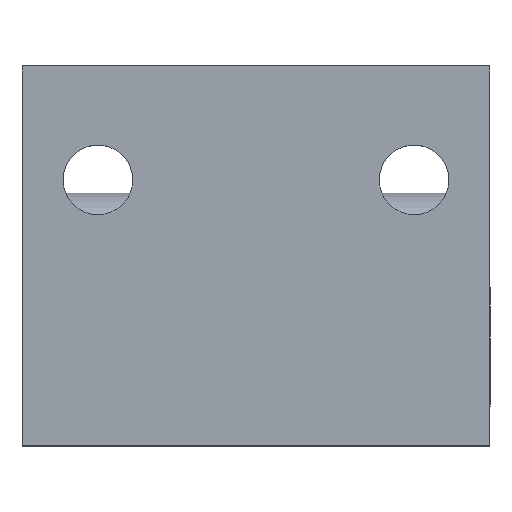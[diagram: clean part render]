
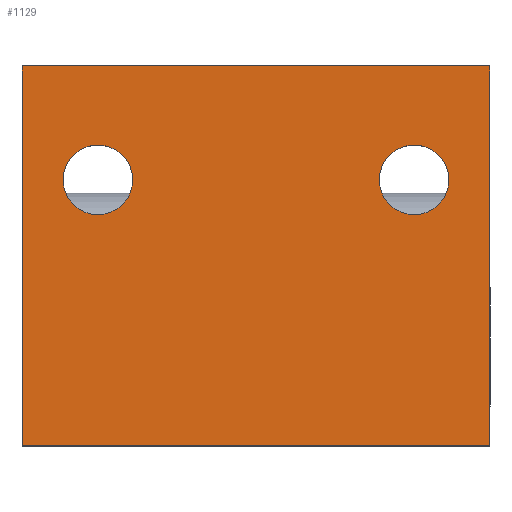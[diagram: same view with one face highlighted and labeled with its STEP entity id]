
A CAD part, top view. The second image highlights one B-rep face of the part: STEP entity #1129.
In plain terms, the highlighted planar face has unit normal (0, 0, 1).
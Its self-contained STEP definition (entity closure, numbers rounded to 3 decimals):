
#45 = PLANE('',#46);
#46 = AXIS2_PLACEMENT_3D('',#47,#48,#49);
#47 = CARTESIAN_POINT('',(-18.5,-2.11,68.746));
#48 = DIRECTION('',(1.,0.,0.));
#49 = DIRECTION('',(0.,0.,1.));
#102 = PLANE('',#103);
#103 = AXIS2_PLACEMENT_3D('',#104,#105,#106);
#104 = CARTESIAN_POINT('',(18.5,-2.11,68.746));
#105 = DIRECTION('',(1.,0.,0.));
#106 = DIRECTION('',(0.,0.,1.));
#320 = VERTEX_POINT('',#321);
#321 = CARTESIAN_POINT('',(-18.5,-15.,86.77));
#335 = PLANE('',#336);
#336 = AXIS2_PLACEMENT_3D('',#337,#338,#339);
#337 = CARTESIAN_POINT('',(-18.5,-15.,61.77));
#338 = DIRECTION('',(0.,-1.,0.));
#339 = DIRECTION('',(0.,0.,1.));
#347 = EDGE_CURVE('',#320,#348,#350,.T.);
#348 = VERTEX_POINT('',#349);
#349 = CARTESIAN_POINT('',(-18.5,15.,86.77));
#350 = SURFACE_CURVE('',#351,(#355,#362),.PCURVE_S1.);
#351 = LINE('',#352,#353);
#352 = CARTESIAN_POINT('',(-18.5,-15.,86.77));
#353 = VECTOR('',#354,1.);
#354 = DIRECTION('',(0.,1.,0.));
#355 = PCURVE('',#45,#356);
#356 = DEFINITIONAL_REPRESENTATION('',(#357),#361);
#357 = LINE('',#358,#359);
#358 = CARTESIAN_POINT('',(18.024,12.89));
#359 = VECTOR('',#360,1.);
#360 = DIRECTION('',(0.,-1.));
#361 = ( GEOMETRIC_REPRESENTATION_CONTEXT(2) 
PARAMETRIC_REPRESENTATION_CONTEXT() REPRESENTATION_CONTEXT('2D SPACE',''
  ) );
#362 = PCURVE('',#363,#368);
#363 = PLANE('',#364);
#364 = AXIS2_PLACEMENT_3D('',#365,#366,#367);
#365 = CARTESIAN_POINT('',(-18.5,-15.,86.77));
#366 = DIRECTION('',(0.,0.,1.));
#367 = DIRECTION('',(0.,1.,0.));
#368 = DEFINITIONAL_REPRESENTATION('',(#369),#373);
#369 = LINE('',#370,#371);
#370 = CARTESIAN_POINT('',(0.,0.));
#371 = VECTOR('',#372,1.);
#372 = DIRECTION('',(1.,0.));
#373 = ( GEOMETRIC_REPRESENTATION_CONTEXT(2) 
PARAMETRIC_REPRESENTATION_CONTEXT() REPRESENTATION_CONTEXT('2D SPACE',''
  ) );
#391 = PLANE('',#392);
#392 = AXIS2_PLACEMENT_3D('',#393,#394,#395);
#393 = CARTESIAN_POINT('',(-18.5,15.,86.77));
#394 = DIRECTION('',(0.,1.,0.));
#395 = DIRECTION('',(0.,0.,-1.));
#846 = VERTEX_POINT('',#847);
#847 = CARTESIAN_POINT('',(18.5,-15.,86.77));
#868 = EDGE_CURVE('',#846,#869,#871,.T.);
#869 = VERTEX_POINT('',#870);
#870 = CARTESIAN_POINT('',(18.5,15.,86.77));
#871 = SURFACE_CURVE('',#872,(#876,#883),.PCURVE_S1.);
#872 = LINE('',#873,#874);
#873 = CARTESIAN_POINT('',(18.5,-15.,86.77));
#874 = VECTOR('',#875,1.);
#875 = DIRECTION('',(0.,1.,0.));
#876 = PCURVE('',#102,#877);
#877 = DEFINITIONAL_REPRESENTATION('',(#878),#882);
#878 = LINE('',#879,#880);
#879 = CARTESIAN_POINT('',(18.024,12.89));
#880 = VECTOR('',#881,1.);
#881 = DIRECTION('',(0.,-1.));
#882 = ( GEOMETRIC_REPRESENTATION_CONTEXT(2) 
PARAMETRIC_REPRESENTATION_CONTEXT() REPRESENTATION_CONTEXT('2D SPACE',''
  ) );
#883 = PCURVE('',#363,#884);
#884 = DEFINITIONAL_REPRESENTATION('',(#885),#889);
#885 = LINE('',#886,#887);
#886 = CARTESIAN_POINT('',(0.,-37.));
#887 = VECTOR('',#888,1.);
#888 = DIRECTION('',(1.,0.));
#889 = ( GEOMETRIC_REPRESENTATION_CONTEXT(2) 
PARAMETRIC_REPRESENTATION_CONTEXT() REPRESENTATION_CONTEXT('2D SPACE',''
  ) );
#1078 = EDGE_CURVE('',#320,#846,#1079,.T.);
#1079 = SURFACE_CURVE('',#1080,(#1084,#1091),.PCURVE_S1.);
#1080 = LINE('',#1081,#1082);
#1081 = CARTESIAN_POINT('',(-18.5,-15.,86.77));
#1082 = VECTOR('',#1083,1.);
#1083 = DIRECTION('',(1.,0.,0.));
#1084 = PCURVE('',#335,#1085);
#1085 = DEFINITIONAL_REPRESENTATION('',(#1086),#1090);
#1086 = LINE('',#1087,#1088);
#1087 = CARTESIAN_POINT('',(25.,0.));
#1088 = VECTOR('',#1089,1.);
#1089 = DIRECTION('',(0.,-1.));
#1090 = ( GEOMETRIC_REPRESENTATION_CONTEXT(2) 
PARAMETRIC_REPRESENTATION_CONTEXT() REPRESENTATION_CONTEXT('2D SPACE',''
  ) );
#1091 = PCURVE('',#363,#1092);
#1092 = DEFINITIONAL_REPRESENTATION('',(#1093),#1097);
#1093 = LINE('',#1094,#1095);
#1094 = CARTESIAN_POINT('',(0.,0.));
#1095 = VECTOR('',#1096,1.);
#1096 = DIRECTION('',(0.,-1.));
#1097 = ( GEOMETRIC_REPRESENTATION_CONTEXT(2) 
PARAMETRIC_REPRESENTATION_CONTEXT() REPRESENTATION_CONTEXT('2D SPACE',''
  ) );
#1129 = ADVANCED_FACE('',(#1130,#1156,#1187),#363,.T.);
#1130 = FACE_BOUND('',#1131,.T.);
#1131 = EDGE_LOOP('',(#1132,#1133,#1134,#1155));
#1132 = ORIENTED_EDGE('',*,*,#1078,.T.);
#1133 = ORIENTED_EDGE('',*,*,#868,.T.);
#1134 = ORIENTED_EDGE('',*,*,#1135,.F.);
#1135 = EDGE_CURVE('',#348,#869,#1136,.T.);
#1136 = SURFACE_CURVE('',#1137,(#1141,#1148),.PCURVE_S1.);
#1137 = LINE('',#1138,#1139);
#1138 = CARTESIAN_POINT('',(-18.5,15.,86.77));
#1139 = VECTOR('',#1140,1.);
#1140 = DIRECTION('',(1.,0.,0.));
#1141 = PCURVE('',#363,#1142);
#1142 = DEFINITIONAL_REPRESENTATION('',(#1143),#1147);
#1143 = LINE('',#1144,#1145);
#1144 = CARTESIAN_POINT('',(30.,0.));
#1145 = VECTOR('',#1146,1.);
#1146 = DIRECTION('',(0.,-1.));
#1147 = ( GEOMETRIC_REPRESENTATION_CONTEXT(2) 
PARAMETRIC_REPRESENTATION_CONTEXT() REPRESENTATION_CONTEXT('2D SPACE',''
  ) );
#1148 = PCURVE('',#391,#1149);
#1149 = DEFINITIONAL_REPRESENTATION('',(#1150),#1154);
#1150 = LINE('',#1151,#1152);
#1151 = CARTESIAN_POINT('',(0.,0.));
#1152 = VECTOR('',#1153,1.);
#1153 = DIRECTION('',(0.,-1.));
#1154 = ( GEOMETRIC_REPRESENTATION_CONTEXT(2) 
PARAMETRIC_REPRESENTATION_CONTEXT() REPRESENTATION_CONTEXT('2D SPACE',''
  ) );
#1155 = ORIENTED_EDGE('',*,*,#347,.F.);
#1156 = FACE_BOUND('',#1157,.T.);
#1157 = EDGE_LOOP('',(#1158));
#1158 = ORIENTED_EDGE('',*,*,#1159,.F.);
#1159 = EDGE_CURVE('',#1160,#1160,#1162,.T.);
#1160 = VERTEX_POINT('',#1161);
#1161 = CARTESIAN_POINT('',(12.5,3.25,86.77));
#1162 = SURFACE_CURVE('',#1163,(#1168,#1175),.PCURVE_S1.);
#1163 = CIRCLE('',#1164,2.75);
#1164 = AXIS2_PLACEMENT_3D('',#1165,#1166,#1167);
#1165 = CARTESIAN_POINT('',(12.5,6.,86.77));
#1166 = DIRECTION('',(0.,0.,1.));
#1167 = DIRECTION('',(0.,-1.,0.));
#1168 = PCURVE('',#363,#1169);
#1169 = DEFINITIONAL_REPRESENTATION('',(#1170),#1174);
#1170 = CIRCLE('',#1171,2.75);
#1171 = AXIS2_PLACEMENT_2D('',#1172,#1173);
#1172 = CARTESIAN_POINT('',(21.,-31.));
#1173 = DIRECTION('',(-1.,0.));
#1174 = ( GEOMETRIC_REPRESENTATION_CONTEXT(2) 
PARAMETRIC_REPRESENTATION_CONTEXT() REPRESENTATION_CONTEXT('2D SPACE',''
  ) );
#1175 = PCURVE('',#1176,#1181);
#1176 = CYLINDRICAL_SURFACE('',#1177,2.75);
#1177 = AXIS2_PLACEMENT_3D('',#1178,#1179,#1180);
#1178 = CARTESIAN_POINT('',(12.5,6.,81.77));
#1179 = DIRECTION('',(0.,0.,1.));
#1180 = DIRECTION('',(0.,-1.,0.));
#1181 = DEFINITIONAL_REPRESENTATION('',(#1182),#1186);
#1182 = LINE('',#1183,#1184);
#1183 = CARTESIAN_POINT('',(-6.283,5.));
#1184 = VECTOR('',#1185,1.);
#1185 = DIRECTION('',(1.,-0.));
#1186 = ( GEOMETRIC_REPRESENTATION_CONTEXT(2) 
PARAMETRIC_REPRESENTATION_CONTEXT() REPRESENTATION_CONTEXT('2D SPACE',''
  ) );
#1187 = FACE_BOUND('',#1188,.T.);
#1188 = EDGE_LOOP('',(#1189));
#1189 = ORIENTED_EDGE('',*,*,#1190,.F.);
#1190 = EDGE_CURVE('',#1191,#1191,#1193,.T.);
#1191 = VERTEX_POINT('',#1192);
#1192 = CARTESIAN_POINT('',(-12.5,3.25,86.77));
#1193 = SURFACE_CURVE('',#1194,(#1199,#1206),.PCURVE_S1.);
#1194 = CIRCLE('',#1195,2.75);
#1195 = AXIS2_PLACEMENT_3D('',#1196,#1197,#1198);
#1196 = CARTESIAN_POINT('',(-12.5,6.,86.77));
#1197 = DIRECTION('',(0.,0.,1.));
#1198 = DIRECTION('',(0.,-1.,0.));
#1199 = PCURVE('',#363,#1200);
#1200 = DEFINITIONAL_REPRESENTATION('',(#1201),#1205);
#1201 = CIRCLE('',#1202,2.75);
#1202 = AXIS2_PLACEMENT_2D('',#1203,#1204);
#1203 = CARTESIAN_POINT('',(21.,-6.));
#1204 = DIRECTION('',(-1.,0.));
#1205 = ( GEOMETRIC_REPRESENTATION_CONTEXT(2) 
PARAMETRIC_REPRESENTATION_CONTEXT() REPRESENTATION_CONTEXT('2D SPACE',''
  ) );
#1206 = PCURVE('',#1207,#1212);
#1207 = CYLINDRICAL_SURFACE('',#1208,2.75);
#1208 = AXIS2_PLACEMENT_3D('',#1209,#1210,#1211);
#1209 = CARTESIAN_POINT('',(-12.5,6.,81.77));
#1210 = DIRECTION('',(0.,0.,1.));
#1211 = DIRECTION('',(0.,-1.,0.));
#1212 = DEFINITIONAL_REPRESENTATION('',(#1213),#1217);
#1213 = LINE('',#1214,#1215);
#1214 = CARTESIAN_POINT('',(-6.283,5.));
#1215 = VECTOR('',#1216,1.);
#1216 = DIRECTION('',(1.,-0.));
#1217 = ( GEOMETRIC_REPRESENTATION_CONTEXT(2) 
PARAMETRIC_REPRESENTATION_CONTEXT() REPRESENTATION_CONTEXT('2D SPACE',''
  ) );
